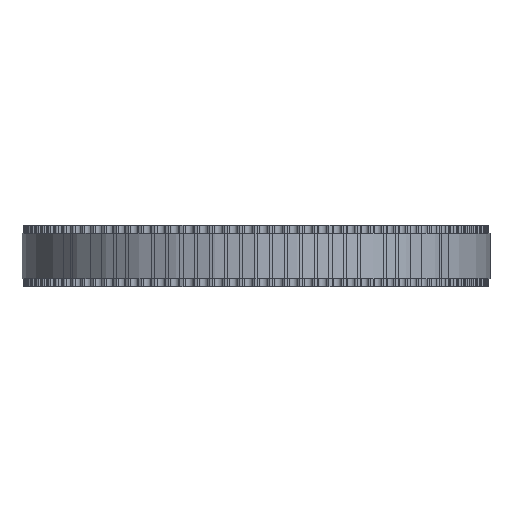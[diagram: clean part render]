
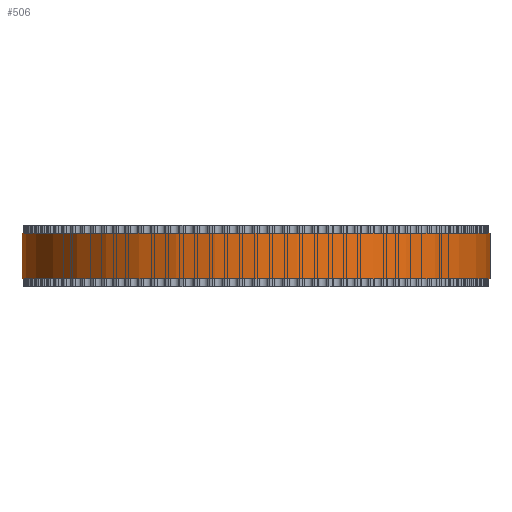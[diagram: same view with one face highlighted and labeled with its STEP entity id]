
A CAD part, front view. The second image highlights one B-rep face of the part: STEP entity #506.
In plain terms, the highlighted cylindrical face has radius 30.558 mm (diameter 61.115 mm), a full revolution.
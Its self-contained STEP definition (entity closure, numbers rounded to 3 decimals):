
#97=FACE_BOUND('',#1664,.T.);
#98=FACE_BOUND('',#1665,.T.);
#506=ADVANCED_FACE('',(#97,#98),#891,.T.);
#891=CYLINDRICAL_SURFACE('',#8591,30.558);
#1664=EDGE_LOOP('',(#4738));
#1665=EDGE_LOOP('',(#4739));
#4738=ORIENTED_EDGE('',*,*,#6662,.T.);
#4739=ORIENTED_EDGE('',*,*,#6663,.T.);
#5508=VERTEX_POINT('',#13600);
#5509=VERTEX_POINT('',#13602);
#6662=EDGE_CURVE('',#5508,#5508,#7432,.T.);
#6663=EDGE_CURVE('',#5509,#5509,#7433,.T.);
#7432=CIRCLE('',#8589,30.558);
#7433=CIRCLE('',#8590,30.558);
#8589=AXIS2_PLACEMENT_3D('',#13599,#11286,#11287);
#8590=AXIS2_PLACEMENT_3D('',#13601,#11288,#11289);
#8591=AXIS2_PLACEMENT_3D('',#13603,#11290,#11291);
#11286=DIRECTION('',(0.,0.,1.));
#11287=DIRECTION('',(1.,0.,0.));
#11288=DIRECTION('',(0.,0.,-1.));
#11289=DIRECTION('',(1.,0.,0.));
#11290=DIRECTION('',(0.,0.,1.));
#11291=DIRECTION('',(1.,0.,0.));
#13599=CARTESIAN_POINT('',(0.,0.,1.));
#13600=CARTESIAN_POINT('',(30.558,0.,1.));
#13601=CARTESIAN_POINT('',(0.,0.,7.));
#13602=CARTESIAN_POINT('',(30.558,0.,7.));
#13603=CARTESIAN_POINT('',(0.,0.,1.));
